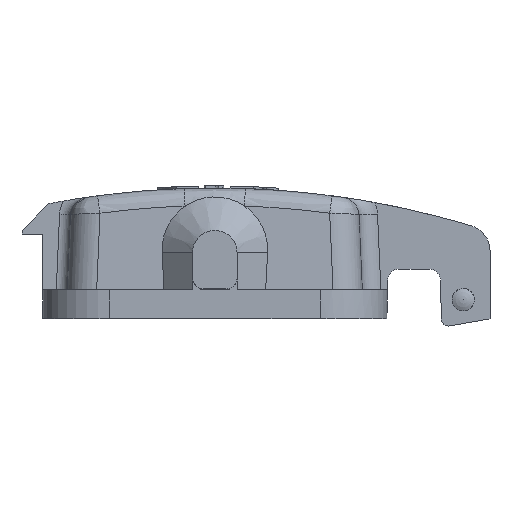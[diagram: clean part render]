
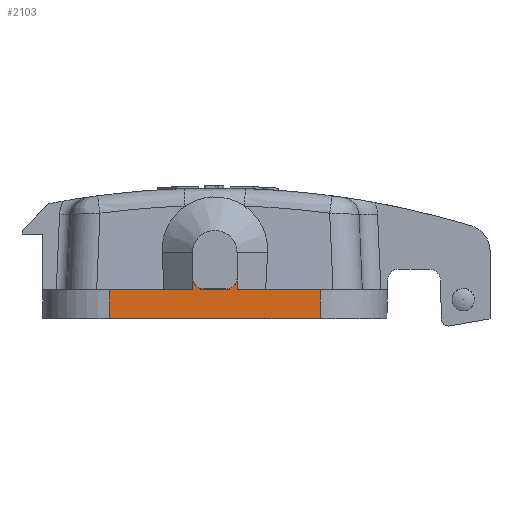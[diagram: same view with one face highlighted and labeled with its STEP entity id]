
A CAD part, left-side view. The second image highlights one B-rep face of the part: STEP entity #2103.
In plain terms, the highlighted planar face has unit normal (-1, 0, 0).
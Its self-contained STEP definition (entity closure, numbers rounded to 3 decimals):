
#1842=PLANE('',#6861);
#2103=ADVANCED_FACE('',(#2433),#1842,.F.);
#2433=FACE_OUTER_BOUND('',#2706,.T.);
#2706=EDGE_LOOP('',(#3728,#3729,#3730,#3731,#3732,#3733,#3734,#3735,#3736,
#3737,#3738,#3739));
#2899=CIRCLE('',#6759,1.5);
#2901=CIRCLE('',#6762,1.5);
#3728=ORIENTED_EDGE('',*,*,#5479,.T.);
#3729=ORIENTED_EDGE('',*,*,#5390,.T.);
#3730=ORIENTED_EDGE('',*,*,#5480,.T.);
#3731=ORIENTED_EDGE('',*,*,#5113,.T.);
#3732=ORIENTED_EDGE('',*,*,#5481,.F.);
#3733=ORIENTED_EDGE('',*,*,#5386,.T.);
#3734=ORIENTED_EDGE('',*,*,#5482,.T.);
#3735=ORIENTED_EDGE('',*,*,#5117,.T.);
#3736=ORIENTED_EDGE('',*,*,#5483,.F.);
#3737=ORIENTED_EDGE('',*,*,#5405,.T.);
#3738=ORIENTED_EDGE('',*,*,#5484,.T.);
#3739=ORIENTED_EDGE('',*,*,#5461,.F.);
#4641=VERTEX_POINT('',#8095);
#4642=VERTEX_POINT('',#8097);
#4644=VERTEX_POINT('',#8103);
#4646=VERTEX_POINT('',#8106);
#4845=VERTEX_POINT('',#10739);
#4846=VERTEX_POINT('',#10741);
#4848=VERTEX_POINT('',#10747);
#4849=VERTEX_POINT('',#10749);
#4863=VERTEX_POINT('',#10779);
#4864=VERTEX_POINT('',#10781);
#4910=VERTEX_POINT('',#10893);
#4911=VERTEX_POINT('',#10894);
#5113=EDGE_CURVE('',#4642,#4641,#2899,.T.);
#5117=EDGE_CURVE('',#4646,#4644,#2901,.T.);
#5386=EDGE_CURVE('',#4846,#4845,#5909,.T.);
#5390=EDGE_CURVE('',#4849,#4848,#5913,.T.);
#5405=EDGE_CURVE('',#4864,#4863,#5922,.T.);
#5461=EDGE_CURVE('',#4910,#4911,#5962,.T.);
#5479=EDGE_CURVE('',#4910,#4849,#5976,.T.);
#5480=EDGE_CURVE('',#4848,#4642,#5977,.T.);
#5481=EDGE_CURVE('',#4846,#4641,#5978,.T.);
#5482=EDGE_CURVE('',#4845,#4646,#5979,.T.);
#5483=EDGE_CURVE('',#4864,#4644,#5980,.T.);
#5484=EDGE_CURVE('',#4863,#4911,#5981,.T.);
#5909=LINE('',#10740,#6233);
#5913=LINE('',#10748,#6237);
#5922=LINE('',#10780,#6246);
#5962=LINE('',#10892,#6286);
#5976=LINE('',#10921,#6300);
#5977=LINE('',#10922,#6301);
#5978=LINE('',#10923,#6302);
#5979=LINE('',#10924,#6303);
#5980=LINE('',#10925,#6304);
#5981=LINE('',#10926,#6305);
#6233=VECTOR('',#7302,1.);
#6237=VECTOR('',#7308,1.);
#6246=VECTOR('',#7333,1.);
#6286=VECTOR('',#7425,1.);
#6300=VECTOR('',#7453,1.);
#6301=VECTOR('',#7454,1.);
#6302=VECTOR('',#7455,1.);
#6303=VECTOR('',#7456,1.);
#6304=VECTOR('',#7457,1.);
#6305=VECTOR('',#7458,1.);
#6759=AXIS2_PLACEMENT_3D('',#8096,#7096,#7097);
#6762=AXIS2_PLACEMENT_3D('',#8105,#7104,#7105);
#6861=AXIS2_PLACEMENT_3D('',#10927,#7459,#7460);
#7096=DIRECTION('',(1.,0.,0.));
#7097=DIRECTION('',(0.,0.,-1.));
#7104=DIRECTION('',(1.,0.,0.));
#7105=DIRECTION('',(0.,0.,-1.));
#7302=DIRECTION('',(0.,1.,0.));
#7308=DIRECTION('',(0.,1.,0.));
#7333=DIRECTION('',(0.,1.,0.));
#7425=DIRECTION('',(0.,1.,0.));
#7453=DIRECTION('',(0.,-0.017,1.));
#7454=DIRECTION('',(0.,0.,1.));
#7455=DIRECTION('',(0.,0.,1.));
#7456=DIRECTION('',(0.,0.,1.));
#7457=DIRECTION('',(0.,0.,1.));
#7458=DIRECTION('',(0.,0.,-1.));
#7459=DIRECTION('',(1.,0.,0.));
#7460=DIRECTION('',(0.,0.,1.));
#8095=CARTESIAN_POINT('',(-61.7,-2.,2.536));
#8096=CARTESIAN_POINT('',(-61.7,-1.5,3.95));
#8097=CARTESIAN_POINT('',(-61.7,-3.,3.95));
#8103=CARTESIAN_POINT('',(-61.7,3.,3.95));
#8105=CARTESIAN_POINT('',(-61.7,1.5,3.95));
#8106=CARTESIAN_POINT('',(-61.7,2.,2.536));
#10739=CARTESIAN_POINT('',(-61.7,2.,2.35));
#10740=CARTESIAN_POINT('',(-61.7,0.,2.35));
#10741=CARTESIAN_POINT('',(-61.7,-2.,2.35));
#10747=CARTESIAN_POINT('',(-61.7,-3.,2.35));
#10748=CARTESIAN_POINT('',(-61.7,0.,2.35));
#10749=CARTESIAN_POINT('',(-61.7,-14.267,2.35));
#10779=CARTESIAN_POINT('',(-61.7,14.2,2.35));
#10780=CARTESIAN_POINT('',(-61.7,0.,2.35));
#10781=CARTESIAN_POINT('',(-61.7,3.,2.35));
#10892=CARTESIAN_POINT('',(-61.7,-23.2,-1.55));
#10893=CARTESIAN_POINT('',(-61.7,-14.199,-1.55));
#10894=CARTESIAN_POINT('',(-61.7,14.2,-1.55));
#10921=CARTESIAN_POINT('',(-61.7,-12.407,-104.167));
#10922=CARTESIAN_POINT('',(-61.7,-3.,2.35));
#10923=CARTESIAN_POINT('',(-61.7,-2.,2.35));
#10924=CARTESIAN_POINT('',(-61.7,2.,2.35));
#10925=CARTESIAN_POINT('',(-61.7,3.,2.35));
#10926=CARTESIAN_POINT('',(-61.7,14.2,-103.95));
#10927=CARTESIAN_POINT('',(-61.7,0.,-103.95));
